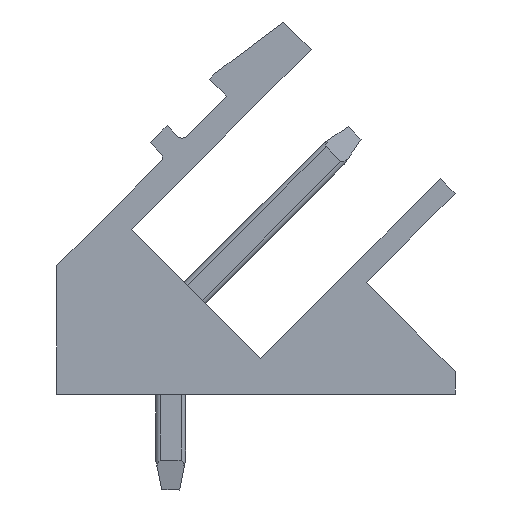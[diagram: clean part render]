
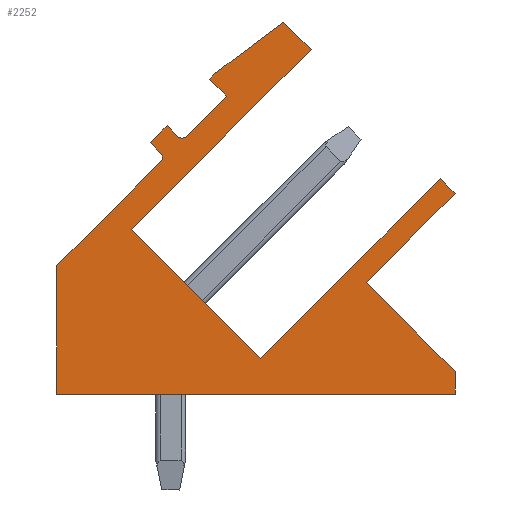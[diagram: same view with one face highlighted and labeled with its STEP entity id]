
A CAD part, left-side view. The second image highlights one B-rep face of the part: STEP entity #2252.
In plain terms, the highlighted planar face has unit normal (-1, 0, 0).
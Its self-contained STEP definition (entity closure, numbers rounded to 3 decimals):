
#1101=AXIS2_PLACEMENT_3D('Circle Axis2P3D',#1099,#1100,$) ;
#1225=AXIS2_PLACEMENT_3D('Circle Axis2P3D',#1223,#1224,$) ;
#2228=AXIS2_PLACEMENT_3D('Plane Axis2P3D',#2225,#2226,#2227) ;
#49=CARTESIAN_POINT('Vertex',(0.,6.505,4.385)) ;
#52=CARTESIAN_POINT('Line Origine',(0.,3.5,7.39)) ;
#56=CARTESIAN_POINT('Vertex',(0.,0.495,10.395)) ;
#87=CARTESIAN_POINT('Vertex',(0.,10.819,8.698)) ;
#90=CARTESIAN_POINT('Line Origine',(0.,8.662,6.541)) ;
#910=CARTESIAN_POINT('Vertex',(0.,4.808,14.708)) ;
#913=CARTESIAN_POINT('Line Origine',(0.,7.814,11.703)) ;
#941=CARTESIAN_POINT('Vertex',(0.,5.728,15.628)) ;
#944=CARTESIAN_POINT('Line Origine',(0.,5.268,15.168)) ;
#972=CARTESIAN_POINT('Vertex',(0.,7.99,13.931)) ;
#975=CARTESIAN_POINT('Line Origine',(0.,6.859,14.779)) ;
#1003=CARTESIAN_POINT('Vertex',(0.,8.202,13.718)) ;
#1006=CARTESIAN_POINT('Line Origine',(0.,8.096,13.824)) ;
#1034=CARTESIAN_POINT('Vertex',(0.,7.637,13.153)) ;
#1037=CARTESIAN_POINT('Line Origine',(0.,7.92,13.436)) ;
#1065=CARTESIAN_POINT('Vertex',(0.,8.98,11.809)) ;
#1068=CARTESIAN_POINT('Line Origine',(0.,8.309,12.481)) ;
#1096=CARTESIAN_POINT('Vertex',(0.,9.263,11.809)) ;
#1099=CARTESIAN_POINT('Axis2P3D Location',(0.,9.122,11.951)) ;
#1127=CARTESIAN_POINT('Vertex',(0.,9.617,12.163)) ;
#1130=CARTESIAN_POINT('Line Origine',(0.,9.44,11.986)) ;
#1158=CARTESIAN_POINT('Vertex',(0.,10.182,11.597)) ;
#1161=CARTESIAN_POINT('Line Origine',(0.,9.899,11.88)) ;
#1189=CARTESIAN_POINT('Vertex',(0.,9.829,11.244)) ;
#1192=CARTESIAN_POINT('Line Origine',(0.,10.006,11.42)) ;
#1220=CARTESIAN_POINT('Vertex',(0.,9.829,10.961)) ;
#1223=CARTESIAN_POINT('Axis2P3D Location',(0.,9.97,11.102)) ;
#1246=CARTESIAN_POINT('Vertex',(0.,13.3,7.489)) ;
#1249=CARTESIAN_POINT('Line Origine',(0.,11.564,9.225)) ;
#1277=CARTESIAN_POINT('Vertex',(0.,13.3,3.2)) ;
#1280=CARTESIAN_POINT('Line Origine',(0.,13.3,5.345)) ;
#1308=CARTESIAN_POINT('Vertex',(0.,0.,3.2)) ;
#1311=CARTESIAN_POINT('Line Origine',(0.,6.65,3.2)) ;
#2131=CARTESIAN_POINT('Vertex',(0.,0.,3.96)) ;
#2134=CARTESIAN_POINT('Line Origine',(0.,0.,3.58)) ;
#2162=CARTESIAN_POINT('Vertex',(0.,2.97,6.93)) ;
#2165=CARTESIAN_POINT('Line Origine',(0.,1.485,5.445)) ;
#2193=CARTESIAN_POINT('Vertex',(0.,0.,9.9)) ;
#2196=CARTESIAN_POINT('Line Origine',(0.,1.485,8.415)) ;
#2213=CARTESIAN_POINT('Line Origine',(0.,0.247,10.147)) ;
#2225=CARTESIAN_POINT('Axis2P3D Location',(0.,0.,0.)) ;
#53=DIRECTION('Vector Direction',(0.,0.707,-0.707)) ;
#91=DIRECTION('Vector Direction',(0.,-0.707,-0.707)) ;
#914=DIRECTION('Vector Direction',(0.,-0.707,0.707)) ;
#945=DIRECTION('Vector Direction',(0.,-0.707,-0.707)) ;
#976=DIRECTION('Vector Direction',(0.,-0.8,0.6)) ;
#1007=DIRECTION('Vector Direction',(0.,-0.707,0.707)) ;
#1038=DIRECTION('Vector Direction',(0.,0.707,0.707)) ;
#1069=DIRECTION('Vector Direction',(0.,-0.707,0.707)) ;
#1100=DIRECTION('Axis2P3D Direction',(-1.,0.,0.)) ;
#1131=DIRECTION('Vector Direction',(0.,-0.707,-0.707)) ;
#1162=DIRECTION('Vector Direction',(0.,-0.707,0.707)) ;
#1193=DIRECTION('Vector Direction',(0.,0.707,0.707)) ;
#1224=DIRECTION('Axis2P3D Direction',(-1.,0.,0.)) ;
#1250=DIRECTION('Vector Direction',(0.,-0.707,0.707)) ;
#1281=DIRECTION('Vector Direction',(0.,0.,1.)) ;
#1312=DIRECTION('Vector Direction',(0.,1.,0.)) ;
#2135=DIRECTION('Vector Direction',(0.,0.,-1.)) ;
#2166=DIRECTION('Vector Direction',(0.,-0.707,-0.707)) ;
#2197=DIRECTION('Vector Direction',(0.,0.707,-0.707)) ;
#2214=DIRECTION('Vector Direction',(0.,-0.707,-0.707)) ;
#2226=DIRECTION('Axis2P3D Direction',(-1.,0.,0.)) ;
#2227=DIRECTION('Axis2P3D XDirection',(0.,0.,1.)) ;
#54=VECTOR('Line Direction',#53,1.) ;
#92=VECTOR('Line Direction',#91,1.) ;
#915=VECTOR('Line Direction',#914,1.) ;
#946=VECTOR('Line Direction',#945,1.) ;
#977=VECTOR('Line Direction',#976,1.) ;
#1008=VECTOR('Line Direction',#1007,1.) ;
#1039=VECTOR('Line Direction',#1038,1.) ;
#1070=VECTOR('Line Direction',#1069,1.) ;
#1132=VECTOR('Line Direction',#1131,1.) ;
#1163=VECTOR('Line Direction',#1162,1.) ;
#1194=VECTOR('Line Direction',#1193,1.) ;
#1251=VECTOR('Line Direction',#1250,1.) ;
#1282=VECTOR('Line Direction',#1281,1.) ;
#1313=VECTOR('Line Direction',#1312,1.) ;
#2136=VECTOR('Line Direction',#2135,1.) ;
#2167=VECTOR('Line Direction',#2166,1.) ;
#2198=VECTOR('Line Direction',#2197,1.) ;
#2215=VECTOR('Line Direction',#2214,1.) ;
#2231=ORIENTED_EDGE('',*,*,#58,.T.) ;
#2232=ORIENTED_EDGE('',*,*,#94,.T.) ;
#2233=ORIENTED_EDGE('',*,*,#917,.T.) ;
#2234=ORIENTED_EDGE('',*,*,#948,.T.) ;
#2235=ORIENTED_EDGE('',*,*,#979,.T.) ;
#2236=ORIENTED_EDGE('',*,*,#1010,.T.) ;
#2237=ORIENTED_EDGE('',*,*,#1041,.T.) ;
#2238=ORIENTED_EDGE('',*,*,#1072,.T.) ;
#2239=ORIENTED_EDGE('',*,*,#1103,.T.) ;
#2240=ORIENTED_EDGE('',*,*,#1134,.T.) ;
#2241=ORIENTED_EDGE('',*,*,#1165,.T.) ;
#2242=ORIENTED_EDGE('',*,*,#1196,.T.) ;
#2243=ORIENTED_EDGE('',*,*,#1227,.T.) ;
#2244=ORIENTED_EDGE('',*,*,#1253,.T.) ;
#2245=ORIENTED_EDGE('',*,*,#1284,.T.) ;
#2246=ORIENTED_EDGE('',*,*,#1315,.T.) ;
#2247=ORIENTED_EDGE('',*,*,#2138,.T.) ;
#2248=ORIENTED_EDGE('',*,*,#2169,.T.) ;
#2249=ORIENTED_EDGE('',*,*,#2200,.T.) ;
#2250=ORIENTED_EDGE('',*,*,#2217,.T.) ;
#2252=ADVANCED_FACE('Housing',(#2251),#2229,.T.) ;
#1102=CIRCLE('generated circle',#1101,0.2) ;
#1226=CIRCLE('generated circle',#1225,0.2) ;
#58=EDGE_CURVE('',#57,#50,#55,.T.) ;
#94=EDGE_CURVE('',#50,#88,#93,.F.) ;
#917=EDGE_CURVE('',#88,#911,#916,.T.) ;
#948=EDGE_CURVE('',#911,#942,#947,.F.) ;
#979=EDGE_CURVE('',#942,#973,#978,.F.) ;
#1010=EDGE_CURVE('',#973,#1004,#1009,.F.) ;
#1041=EDGE_CURVE('',#1004,#1035,#1040,.F.) ;
#1072=EDGE_CURVE('',#1035,#1066,#1071,.F.) ;
#1103=EDGE_CURVE('',#1066,#1097,#1102,.F.) ;
#1134=EDGE_CURVE('',#1097,#1128,#1133,.F.) ;
#1165=EDGE_CURVE('',#1128,#1159,#1164,.F.) ;
#1196=EDGE_CURVE('',#1159,#1190,#1195,.F.) ;
#1227=EDGE_CURVE('',#1190,#1221,#1226,.F.) ;
#1253=EDGE_CURVE('',#1221,#1247,#1252,.F.) ;
#1284=EDGE_CURVE('',#1247,#1278,#1283,.F.) ;
#1315=EDGE_CURVE('',#1278,#1309,#1314,.F.) ;
#2138=EDGE_CURVE('',#1309,#2132,#2137,.F.) ;
#2169=EDGE_CURVE('',#2132,#2163,#2168,.F.) ;
#2200=EDGE_CURVE('',#2163,#2194,#2199,.F.) ;
#2217=EDGE_CURVE('',#2194,#57,#2216,.F.) ;
#2230=EDGE_LOOP('',(#2231,#2232,#2233,#2234,#2235,#2236,#2237,#2238,#2239,#2240,#2241,#2242,#2243,#2244,#2245,#2246,#2247,#2248,#2249,#2250)) ;
#2251=FACE_OUTER_BOUND('',#2230,.T.) ;
#55=LINE('Line',#52,#54) ;
#93=LINE('Line',#90,#92) ;
#916=LINE('Line',#913,#915) ;
#947=LINE('Line',#944,#946) ;
#978=LINE('Line',#975,#977) ;
#1009=LINE('Line',#1006,#1008) ;
#1040=LINE('Line',#1037,#1039) ;
#1071=LINE('Line',#1068,#1070) ;
#1133=LINE('Line',#1130,#1132) ;
#1164=LINE('Line',#1161,#1163) ;
#1195=LINE('Line',#1192,#1194) ;
#1252=LINE('Line',#1249,#1251) ;
#1283=LINE('Line',#1280,#1282) ;
#1314=LINE('Line',#1311,#1313) ;
#2137=LINE('Line',#2134,#2136) ;
#2168=LINE('Line',#2165,#2167) ;
#2199=LINE('Line',#2196,#2198) ;
#2216=LINE('Line',#2213,#2215) ;
#2229=PLANE('',#2228) ;
#50=VERTEX_POINT('',#49) ;
#57=VERTEX_POINT('',#56) ;
#88=VERTEX_POINT('',#87) ;
#911=VERTEX_POINT('',#910) ;
#942=VERTEX_POINT('',#941) ;
#973=VERTEX_POINT('',#972) ;
#1004=VERTEX_POINT('',#1003) ;
#1035=VERTEX_POINT('',#1034) ;
#1066=VERTEX_POINT('',#1065) ;
#1097=VERTEX_POINT('',#1096) ;
#1128=VERTEX_POINT('',#1127) ;
#1159=VERTEX_POINT('',#1158) ;
#1190=VERTEX_POINT('',#1189) ;
#1221=VERTEX_POINT('',#1220) ;
#1247=VERTEX_POINT('',#1246) ;
#1278=VERTEX_POINT('',#1277) ;
#1309=VERTEX_POINT('',#1308) ;
#2132=VERTEX_POINT('',#2131) ;
#2163=VERTEX_POINT('',#2162) ;
#2194=VERTEX_POINT('',#2193) ;
